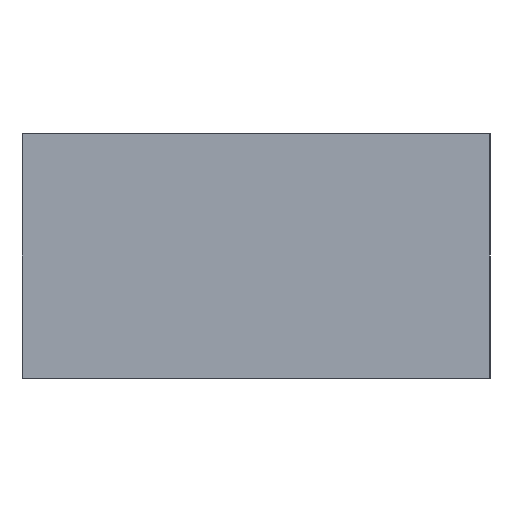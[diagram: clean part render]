
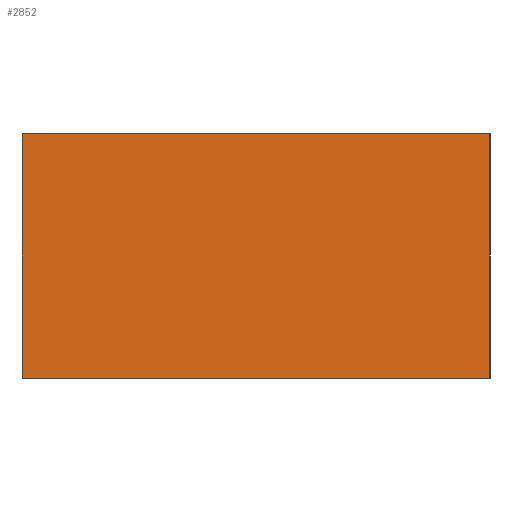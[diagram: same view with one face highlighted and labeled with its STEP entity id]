
A CAD part, left-side view. The second image highlights one B-rep face of the part: STEP entity #2852.
In plain terms, the highlighted planar face has unit normal (-1, 0, 0).
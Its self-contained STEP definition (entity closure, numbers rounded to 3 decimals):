
#2805=CARTESIAN_POINT('',(-3.994,138.579,81.725));
#2806=DIRECTION('',(-1.,0.,-0.));
#2807=DIRECTION('',(0.,-0.,-1.));
#2808=AXIS2_PLACEMENT_3D('',#2805,#2806,#2807);
#2809=PLANE('',#2808);
#2810=CARTESIAN_POINT('',(-3.994,-0.172,93.225));
#2811=VERTEX_POINT('',#2810);
#2812=CARTESIAN_POINT('',(-3.994,62.676,93.225));
#2813=VERTEX_POINT('',#2812);
#2814=CARTESIAN_POINT('',(-3.994,-0.172,93.225));
#2815=DIRECTION('',(0.,1.,0.));
#2816=VECTOR('',#2815,62.848);
#2817=LINE('',#2814,#2816);
#2818=EDGE_CURVE('',#2811,#2813,#2817,.T.);
#2819=ORIENTED_EDGE('',*,*,#2818,.T.);
#2820=CARTESIAN_POINT('',(-3.994,135.828,93.225));
#2821=VERTEX_POINT('',#2820);
#2822=CARTESIAN_POINT('',(-3.994,62.676,93.225));
#2823=DIRECTION('',(0.,1.,0.));
#2824=VECTOR('',#2823,73.151);
#2825=LINE('',#2822,#2824);
#2826=EDGE_CURVE('',#2813,#2821,#2825,.T.);
#2827=ORIENTED_EDGE('',*,*,#2826,.T.);
#2828=CARTESIAN_POINT('',(-3.994,135.828,22.225));
#2829=VERTEX_POINT('',#2828);
#2830=CARTESIAN_POINT('',(-3.994,135.828,93.225));
#2831=DIRECTION('',(0.,-0.,-1.));
#2832=VECTOR('',#2831,71.);
#2833=LINE('',#2830,#2832);
#2834=EDGE_CURVE('',#2821,#2829,#2833,.T.);
#2835=ORIENTED_EDGE('',*,*,#2834,.T.);
#2836=CARTESIAN_POINT('',(-3.994,-0.172,22.225));
#2837=VERTEX_POINT('',#2836);
#2838=CARTESIAN_POINT('',(-3.994,135.828,22.225));
#2839=DIRECTION('',(-0.,-1.,-0.));
#2840=VECTOR('',#2839,135.999);
#2841=LINE('',#2838,#2840);
#2842=EDGE_CURVE('',#2829,#2837,#2841,.T.);
#2843=ORIENTED_EDGE('',*,*,#2842,.T.);
#2844=CARTESIAN_POINT('',(-3.994,-0.172,22.225));
#2845=DIRECTION('',(0.,0.,1.));
#2846=VECTOR('',#2845,71.);
#2847=LINE('',#2844,#2846);
#2848=EDGE_CURVE('',#2837,#2811,#2847,.T.);
#2849=ORIENTED_EDGE('',*,*,#2848,.T.);
#2850=EDGE_LOOP('',(#2819,#2827,#2835,#2843,#2849));
#2851=FACE_BOUND('',#2850,.T.);
#2852=ADVANCED_FACE('',(#2851),#2809,.T.);
